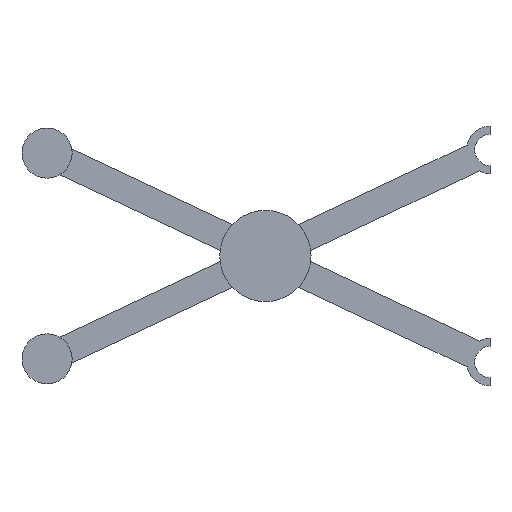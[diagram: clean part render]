
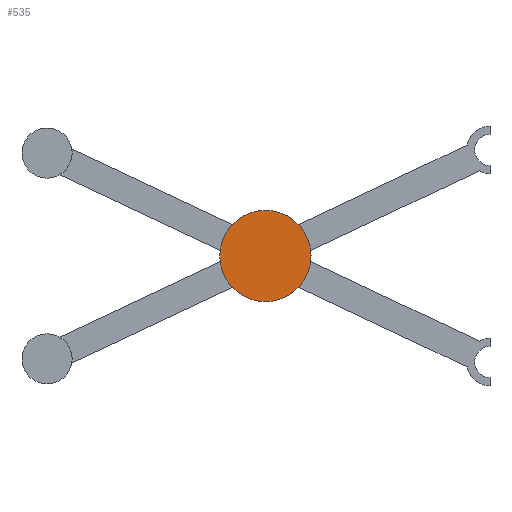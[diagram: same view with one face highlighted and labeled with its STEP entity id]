
A CAD part, top view. The second image highlights one B-rep face of the part: STEP entity #535.
In plain terms, the highlighted planar face has unit normal (0, 0, 1).
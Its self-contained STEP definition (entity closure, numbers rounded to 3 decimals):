
#130=FACE_OUTER_BOUND('',#159,.T.);
#159=EDGE_LOOP('',(#361));
#192=CIRCLE('',#591,14.416);
#226=VERTEX_POINT('',#846);
#280=EDGE_CURVE('',#226,#226,#192,.T.);
#361=ORIENTED_EDGE('',*,*,#280,.F.);
#515=PLANE('',#590);
#535=ADVANCED_FACE('',(#130),#515,.T.);
#590=AXIS2_PLACEMENT_3D('',#845,#679,#680);
#591=AXIS2_PLACEMENT_3D('',#847,#681,#682);
#679=DIRECTION('center_axis',(0.,0.,1.));
#680=DIRECTION('ref_axis',(-1.,0.,0.));
#681=DIRECTION('center_axis',(0.,0.,-1.));
#682=DIRECTION('ref_axis',(-1.,0.,0.));
#845=CARTESIAN_POINT('Origin',(83.952,67.319,4.75));
#846=CARTESIAN_POINT('',(98.367,67.319,4.75));
#847=CARTESIAN_POINT('Origin',(83.952,67.319,4.75));
